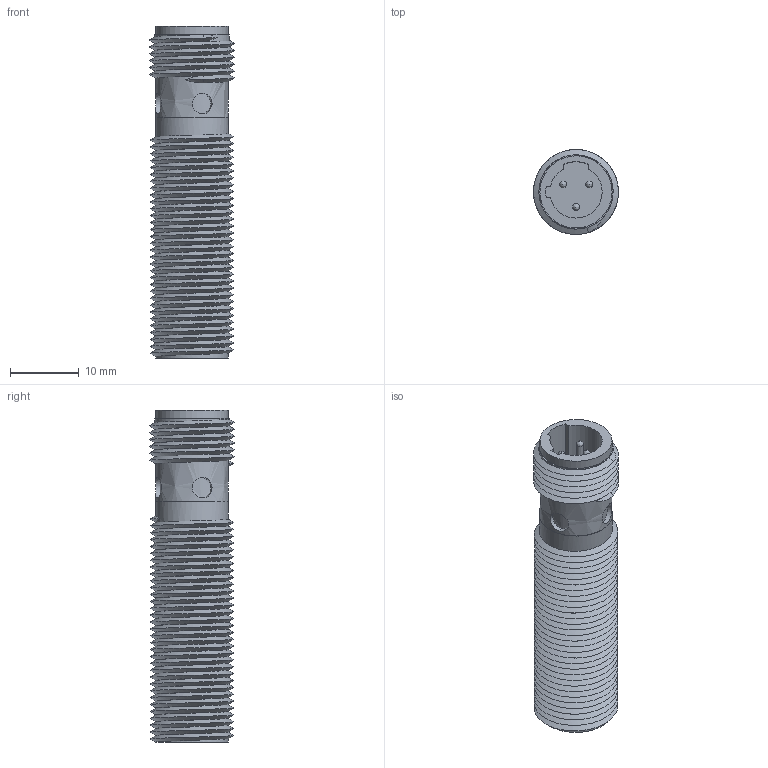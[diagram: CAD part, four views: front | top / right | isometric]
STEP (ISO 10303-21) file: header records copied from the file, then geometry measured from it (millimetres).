
FILE_DESCRIPTION( ('This file contains a STEP AP42 implementation' ,'as created by ZW3D STEP Interface translator.') ,'2;1' );
FILE_NAME( 'FCS1-1202X-XUS3.stp' ,'20 6 5. 92033', (''), ('ZWCAD Software Co.'), 'Version 1.0', 'ZW3D to STEP translator', '' );
FILE_SCHEMA(('AUTOMOTIVE_DESIGN'));
Length unit declared in the file: millimetre
Products named in the file (2): 0; FCS1-1202X-XUS3
Bounding box: 12.36 x 12.36 x 48.3 mm (x, y, z)
Volume: 4349 mm3; surface area: 3514.9 mm2
Topology: 2 solids, 2 shells, 87 faces, 221 edges, 142 vertices
Faces by surface type: bspline 87
Entity records: 4787 total; most frequent: CARTESIAN_POINT 3478, ORIENTED_EDGE 432, EDGE_CURVE 216, VERTEX_POINT 141, B_SPLINE_CURVE_WITH_KNOTS 103, EDGE_LOOP 94, FACE_OUTER_BOUND 86, ADVANCED_FACE 86
